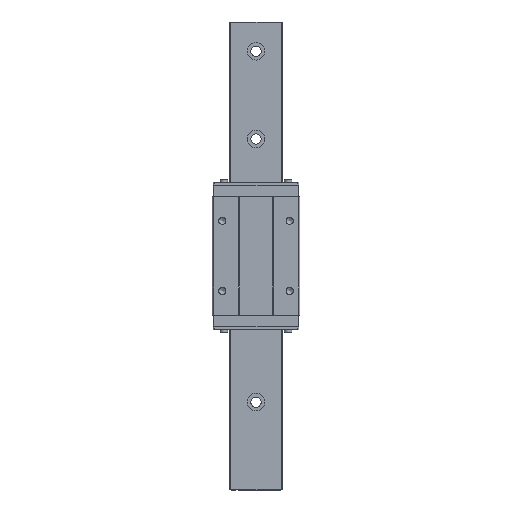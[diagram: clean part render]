
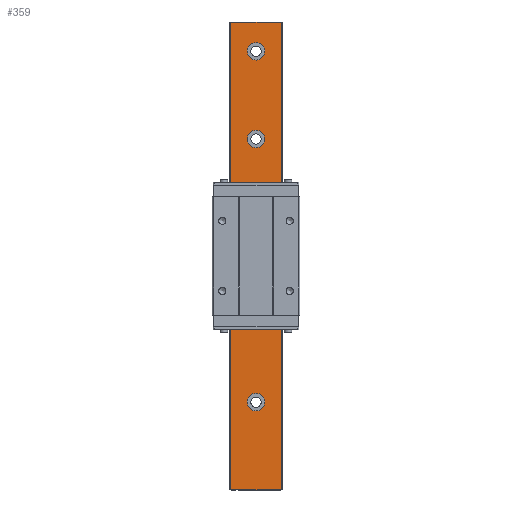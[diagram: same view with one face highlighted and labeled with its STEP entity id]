
A CAD part, top view. The second image highlights one B-rep face of the part: STEP entity #359.
In plain terms, the highlighted planar face has unit normal (0, 0, 1).
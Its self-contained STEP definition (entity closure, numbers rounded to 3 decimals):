
#359 = ADVANCED_FACE( '', ( #824, #825, #826, #827, #828, #829 ), #830, .T. );
#824 = FACE_BOUND( '', #1434, .T. );
#825 = FACE_BOUND( '', #1435, .T. );
#826 = FACE_BOUND( '', #1436, .T. );
#827 = FACE_BOUND( '', #1437, .T. );
#828 = FACE_BOUND( '', #1438, .T. );
#829 = FACE_OUTER_BOUND( '', #1439, .T. );
#830 = PLANE( '', #1440 );
#1434 = EDGE_LOOP( '', ( #2412 ) );
#1435 = EDGE_LOOP( '', ( #2413 ) );
#1436 = EDGE_LOOP( '', ( #2414 ) );
#1437 = EDGE_LOOP( '', ( #2415 ) );
#1438 = EDGE_LOOP( '', ( #2416 ) );
#1439 = EDGE_LOOP( '', ( #2417, #2418, #2419, #2420 ) );
#1440 = AXIS2_PLACEMENT_3D( '', #2421, #2422, #2423 );
#2412 = ORIENTED_EDGE( '', *, *, #3802, .T. );
#2413 = ORIENTED_EDGE( '', *, *, #3804, .T. );
#2414 = ORIENTED_EDGE( '', *, *, #3805, .T. );
#2415 = ORIENTED_EDGE( '', *, *, #3806, .T. );
#2416 = ORIENTED_EDGE( '', *, *, #3807, .T. );
#2417 = ORIENTED_EDGE( '', *, *, #3752, .F. );
#2418 = ORIENTED_EDGE( '', *, *, #3808, .F. );
#2419 = ORIENTED_EDGE( '', *, *, #3809, .T. );
#2420 = ORIENTED_EDGE( '', *, *, #3810, .T. );
#2421 = CARTESIAN_POINT( '', ( -8.574, -80., 7. ) );
#2422 = DIRECTION( '', ( 0., 0., 1. ) );
#2423 = DIRECTION( '', ( 1., 0., 0. ) );
#3752 = EDGE_CURVE( '', #4572, #4574, #4575, .T. );
#3802 = EDGE_CURVE( '', #4648, #4648, #4649, .T. );
#3804 = EDGE_CURVE( '', #4651, #4651, #4652, .T. );
#3805 = EDGE_CURVE( '', #4653, #4653, #4654, .T. );
#3806 = EDGE_CURVE( '', #4655, #4655, #4656, .T. );
#3807 = EDGE_CURVE( '', #4657, #4657, #4658, .T. );
#3808 = EDGE_CURVE( '', #4659, #4572, #4660, .T. );
#3809 = EDGE_CURVE( '', #4659, #4661, #4662, .T. );
#3810 = EDGE_CURVE( '', #4661, #4574, #4663, .T. );
#4572 = VERTEX_POINT( '', #5714 );
#4574 = VERTEX_POINT( '', #5716 );
#4575 = LINE( '', #5717, #5718 );
#4648 = VERTEX_POINT( '', #5821 );
#4649 = CIRCLE( '', #5822, 3. );
#4651 = VERTEX_POINT( '', #5824 );
#4652 = CIRCLE( '', #5825, 3. );
#4653 = VERTEX_POINT( '', #5826 );
#4654 = CIRCLE( '', #5827, 3. );
#4655 = VERTEX_POINT( '', #5828 );
#4656 = CIRCLE( '', #5829, 3. );
#4657 = VERTEX_POINT( '', #5830 );
#4658 = CIRCLE( '', #5831, 3. );
#4659 = VERTEX_POINT( '', #5832 );
#4660 = LINE( '', #5833, #5834 );
#4661 = VERTEX_POINT( '', #5835 );
#4662 = LINE( '', #5836, #5837 );
#4663 = LINE( '', #5838, #5839 );
#5714 = CARTESIAN_POINT( '', ( -8.574, 80., 7. ) );
#5716 = CARTESIAN_POINT( '', ( 8.574, 80., 7. ) );
#5717 = CARTESIAN_POINT( '', ( -8.574, 80., 7. ) );
#5718 = VECTOR( '', #6680, 1000. );
#5821 = CARTESIAN_POINT( '', ( 0., -53., 7. ) );
#5822 = AXIS2_PLACEMENT_3D( '', #6732, #6733, #6734 );
#5824 = CARTESIAN_POINT( '', ( 0., -23., 7. ) );
#5825 = AXIS2_PLACEMENT_3D( '', #6735, #6736, #6737 );
#5826 = CARTESIAN_POINT( '', ( 0., 7., 7. ) );
#5827 = AXIS2_PLACEMENT_3D( '', #6738, #6739, #6740 );
#5828 = CARTESIAN_POINT( '', ( 0., 37., 7. ) );
#5829 = AXIS2_PLACEMENT_3D( '', #6741, #6742, #6743 );
#5830 = CARTESIAN_POINT( '', ( 0., 67., 7. ) );
#5831 = AXIS2_PLACEMENT_3D( '', #6744, #6745, #6746 );
#5832 = CARTESIAN_POINT( '', ( -8.574, -80., 7. ) );
#5833 = CARTESIAN_POINT( '', ( -8.574, -80., 7. ) );
#5834 = VECTOR( '', #6747, 1000. );
#5835 = CARTESIAN_POINT( '', ( 8.574, -80., 7. ) );
#5836 = CARTESIAN_POINT( '', ( -8.574, -80., 7. ) );
#5837 = VECTOR( '', #6748, 1000. );
#5838 = CARTESIAN_POINT( '', ( 8.574, -80., 7. ) );
#5839 = VECTOR( '', #6749, 1000. );
#6680 = DIRECTION( '', ( 1., 0., 0. ) );
#6732 = CARTESIAN_POINT( '', ( 0., -50., 7. ) );
#6733 = DIRECTION( '', ( 0., 0., -1. ) );
#6734 = DIRECTION( '', ( 0., -1., 0. ) );
#6735 = CARTESIAN_POINT( '', ( 0., -20., 7. ) );
#6736 = DIRECTION( '', ( 0., 0., -1. ) );
#6737 = DIRECTION( '', ( 0., -1., 0. ) );
#6738 = CARTESIAN_POINT( '', ( 0., 10., 7. ) );
#6739 = DIRECTION( '', ( 0., 0., -1. ) );
#6740 = DIRECTION( '', ( 0., -1., 0. ) );
#6741 = CARTESIAN_POINT( '', ( 0., 40., 7. ) );
#6742 = DIRECTION( '', ( 0., 0., -1. ) );
#6743 = DIRECTION( '', ( 0., -1., 0. ) );
#6744 = CARTESIAN_POINT( '', ( 0., 70., 7. ) );
#6745 = DIRECTION( '', ( 0., 0., -1. ) );
#6746 = DIRECTION( '', ( 0., -1., 0. ) );
#6747 = DIRECTION( '', ( 0., 1., 0. ) );
#6748 = DIRECTION( '', ( 1., 0., 0. ) );
#6749 = DIRECTION( '', ( 0., 1., 0. ) );
